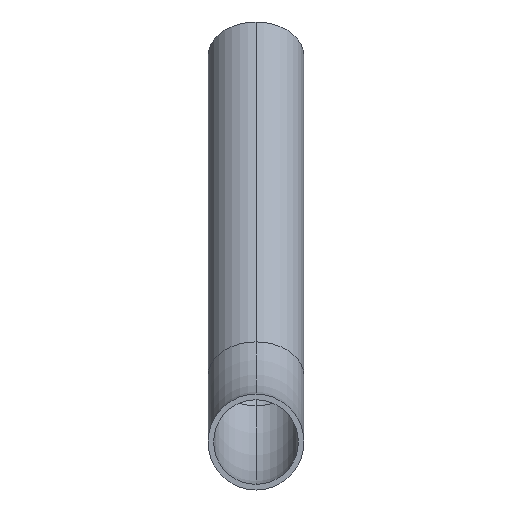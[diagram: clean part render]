
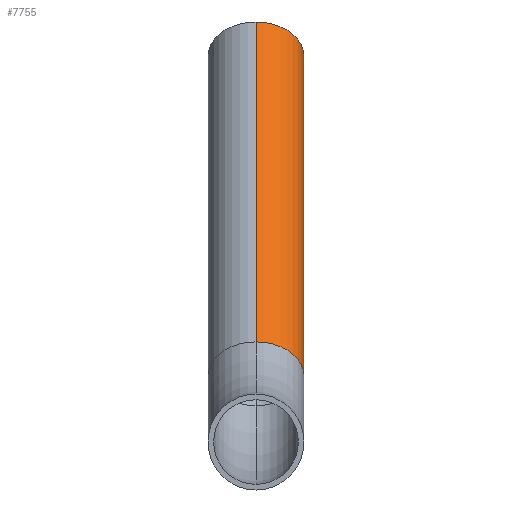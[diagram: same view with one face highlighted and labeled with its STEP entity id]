
A CAD part, front view. The second image highlights one B-rep face of the part: STEP entity #7755.
In plain terms, the highlighted cylindrical face has radius 21.2 mm (diameter 42.4 mm), a partial arc.
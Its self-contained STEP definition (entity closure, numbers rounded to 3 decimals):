
#44 = DIRECTION ( 'NONE',  ( 0., 0.707, 0.707 ) ) ;
#277 = VERTEX_POINT ( 'NONE', #1705 ) ;
#735 = CYLINDRICAL_SURFACE ( 'NONE', #1268, 21.2 ) ;
#907 = CARTESIAN_POINT ( 'NONE',  ( 0., 255.72, 44.28 ) ) ;
#972 = ORIENTED_EDGE ( 'NONE', *, *, #9818, .F. ) ;
#1268 = AXIS2_PLACEMENT_3D ( 'NONE', #3591, #9565, #3473 ) ;
#1705 = CARTESIAN_POINT ( 'NONE',  ( 0., 427.123, 155.72 ) ) ;
#1709 = VERTEX_POINT ( 'NONE', #907 ) ;
#2690 = CARTESIAN_POINT ( 'NONE',  ( 0., 412.132, 170.711 ) ) ;
#3097 = DIRECTION ( 'NONE',  ( 0., 0.707, 0.707 ) ) ;
#3151 = CARTESIAN_POINT ( 'NONE',  ( 0., 397.141, 185.701 ) ) ;
#3250 = AXIS2_PLACEMENT_3D ( 'NONE', #2690, #10488, #7892 ) ;
#3473 = DIRECTION ( 'NONE',  ( 0., -0.707, 0.707 ) ) ;
#3591 = CARTESIAN_POINT ( 'NONE',  ( 0., 270.711, 29.289 ) ) ;
#3634 = AXIS2_PLACEMENT_3D ( 'NONE', #10315, #44, #6842 ) ;
#3892 = ORIENTED_EDGE ( 'NONE', *, *, #8893, .T. ) ;
#4281 = EDGE_CURVE ( 'NONE', #5062, #277, #6091, .T. ) ;
#4723 = CIRCLE ( 'NONE', #3634, 21.2 ) ;
#4960 = CARTESIAN_POINT ( 'NONE',  ( 0., 285.701, 14.299 ) ) ;
#5062 = VERTEX_POINT ( 'NONE', #3151 ) ;
#5687 = ORIENTED_EDGE ( 'NONE', *, *, #9980, .T. ) ;
#5926 = LINE ( 'NONE', #9144, #11074 ) ;
#6091 = CIRCLE ( 'NONE', #3250, 21.2 ) ;
#6842 = DIRECTION ( 'NONE',  ( 0., -0.707, 0.707 ) ) ;
#7572 = FACE_OUTER_BOUND ( 'NONE', #8713, .T. ) ;
#7755 = ADVANCED_FACE ( 'NONE', ( #7572 ), #735, .T. ) ;
#7892 = DIRECTION ( 'NONE',  ( 0., -0.707, 0.707 ) ) ;
#8510 = VECTOR ( 'NONE', #3097, 1000. ) ;
#8713 = EDGE_LOOP ( 'NONE', ( #5687, #3892, #10666, #972 ) ) ;
#8893 = EDGE_CURVE ( 'NONE', #10981, #277, #10672, .T. ) ;
#9144 = CARTESIAN_POINT ( 'NONE',  ( 0., 255.72, 44.28 ) ) ;
#9565 = DIRECTION ( 'NONE',  ( 0., 0.707, 0.707 ) ) ;
#9818 = EDGE_CURVE ( 'NONE', #1709, #5062, #5926, .T. ) ;
#9916 = CARTESIAN_POINT ( 'NONE',  ( 0., 285.701, 14.299 ) ) ;
#9980 = EDGE_CURVE ( 'NONE', #1709, #10981, #4723, .T. ) ;
#10315 = CARTESIAN_POINT ( 'NONE',  ( 0., 270.711, 29.289 ) ) ;
#10488 = DIRECTION ( 'NONE',  ( 0., 0.707, 0.707 ) ) ;
#10666 = ORIENTED_EDGE ( 'NONE', *, *, #4281, .F. ) ;
#10672 = LINE ( 'NONE', #9916, #8510 ) ;
#10981 = VERTEX_POINT ( 'NONE', #4960 ) ;
#11049 = DIRECTION ( 'NONE',  ( 0., 0.707, 0.707 ) ) ;
#11074 = VECTOR ( 'NONE', #11049, 1000. ) ;
